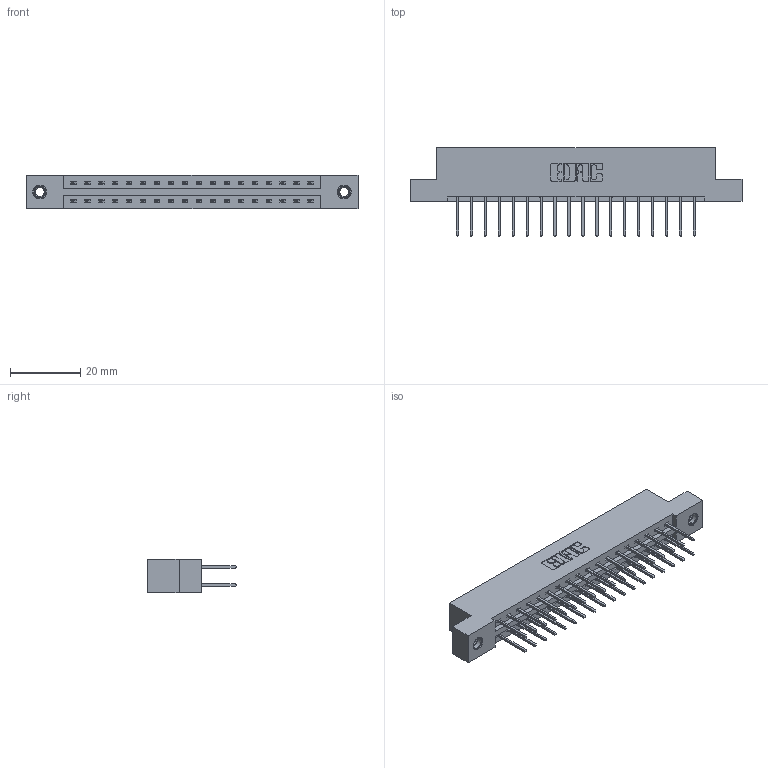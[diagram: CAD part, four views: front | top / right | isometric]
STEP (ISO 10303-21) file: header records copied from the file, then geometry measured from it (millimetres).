
FILE_DESCRIPTION (( 'STEP AP203' ), '1' );
FILE_NAME ('337-036-523-207.STEP', '2019-10-08T20:43:46', ( '' ), ( '' ), 'SwSTEP 2.0', 'SolidWorks 2016', '' );
FILE_SCHEMA (( 'CONFIG_CONTROL_DESIGN' ));
Length unit declared in the file: inch
Products named in the file (4): 345-292-001_345-293-123; 337-036-523-207; 337 Part_Flush Mounting Lugs - 0.156 Dia-TI; 345-250-001_345-250-005-103
Assembly tree (39 placements, depth 2):
  337-036-523-207
    337 Part_Flush Mounting Lugs - 0.156 Dia-TI
    345-292-001_345-293-123  x36
    345-250-001_345-250-005-103  x2
Bounding box: 94.34 x 25.15 x 9.4 mm (x, y, z)
Volume: 9682.7 mm3; surface area: 11099.7 mm2
Topology: 39 solids, 39 shells, 2118 faces, 6243 edges, 4106 vertices
Faces by surface type: plane 1470, cylinder 632, cone 12, torus 4
Entity records: 18264 total; most frequent: CARTESIAN_POINT 3077, ORIENTED_EDGE 3006, DIRECTION 2693, EDGE_CURVE 1503, LINE 1355, VECTOR 1355, VERTEX_POINT 996, AXIS2_PLACEMENT_3D 669
